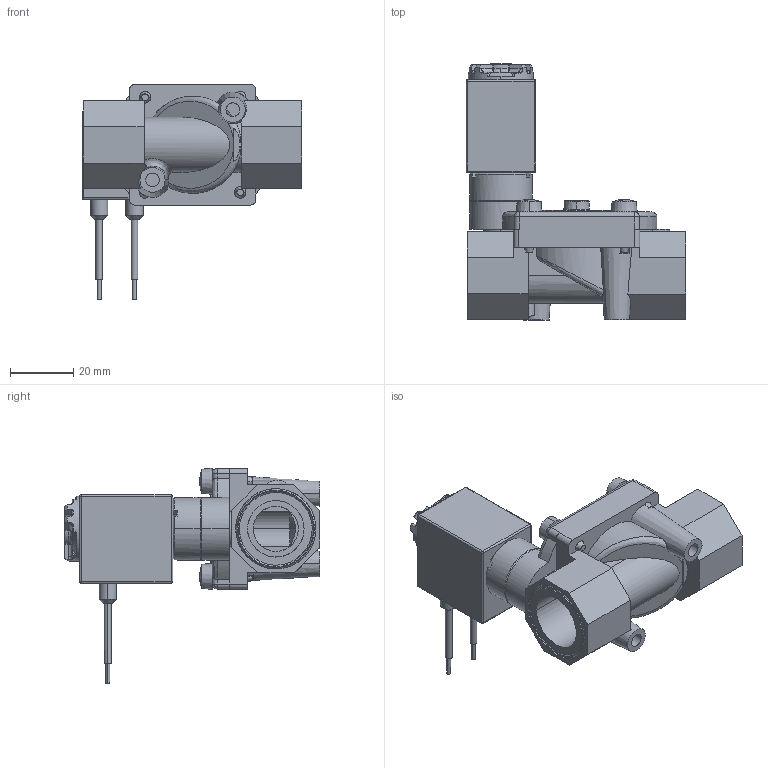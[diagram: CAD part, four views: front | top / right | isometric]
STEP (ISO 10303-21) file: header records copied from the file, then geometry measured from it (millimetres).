
FILE_DESCRIPTION (( 'STEP AP203' ), '1' );
FILE_NAME ('3580-060-8233B-A.step', '2023-01-26T20:51:16', ( '' ), ( '' ), 'SwSTEP 2.0', 'SolidWorks 2021', '' );
FILE_SCHEMA (( 'CONFIG_CONTROL_DESIGN' ));
Length unit declared in the file: inch
Products named in the file (1): 3580-060-8233B-A
Bounding box: 69.49 x 81 x 68.14 mm (x, y, z)
Volume: 56028.7 mm3; surface area: 27726.8 mm2
Topology: 1 solids, 1 shells, 627 faces, 1681 edges, 1063 vertices
Faces by surface type: plane 197, cylinder 171, bspline 132, cone 127
Entity records: 32737 total; most frequent: CARTESIAN_POINT 18927, ORIENTED_EDGE 3306, DIRECTION 2217, EDGE_CURVE 1653, VERTEX_POINT 1063, AXIS2_PLACEMENT_3D 855, B_SPLINE_CURVE_WITH_KNOTS 752, EDGE_LOOP 674
